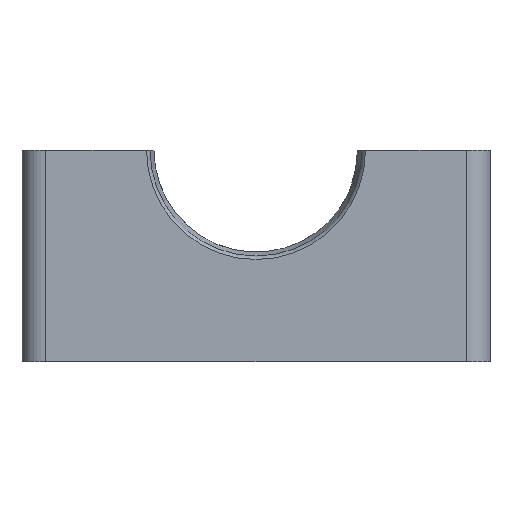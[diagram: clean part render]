
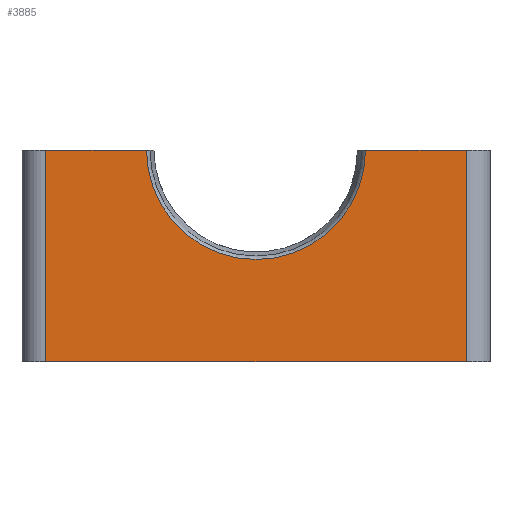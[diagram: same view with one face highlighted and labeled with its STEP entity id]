
A CAD part, front view. The second image highlights one B-rep face of the part: STEP entity #3885.
In plain terms, the highlighted planar face has unit normal (0, -1, 0).
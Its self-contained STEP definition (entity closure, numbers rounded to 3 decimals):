
#206=PLANE('',#4084);
#370=FACE_OUTER_BOUND('',#589,.T.);
#589=EDGE_LOOP('',(#3336,#3337,#3338,#3339,#3340,#3341));
#899=LINE('',#7611,#1191);
#901=LINE('',#7617,#1193);
#902=LINE('',#7621,#1194);
#903=LINE('',#7623,#1195);
#904=LINE('',#7624,#1196);
#1191=VECTOR('',#4670,10.);
#1193=VECTOR('',#4676,10.);
#1194=VECTOR('',#4679,10.);
#1195=VECTOR('',#4680,10.);
#1196=VECTOR('',#4681,10.);
#1473=CIRCLE('',#4085,9.296);
#1831=VERTEX_POINT('',#7608);
#1832=VERTEX_POINT('',#7610);
#1834=VERTEX_POINT('',#7616);
#1835=VERTEX_POINT('',#7618);
#1836=VERTEX_POINT('',#7620);
#1837=VERTEX_POINT('',#7622);
#2358=EDGE_CURVE('',#1831,#1832,#899,.T.);
#2361=EDGE_CURVE('',#1834,#1831,#901,.T.);
#2362=EDGE_CURVE('',#1834,#1835,#1473,.T.);
#2363=EDGE_CURVE('',#1836,#1835,#902,.T.);
#2364=EDGE_CURVE('',#1837,#1836,#903,.T.);
#2365=EDGE_CURVE('',#1832,#1837,#904,.T.);
#3336=ORIENTED_EDGE('',*,*,#2358,.F.);
#3337=ORIENTED_EDGE('',*,*,#2361,.F.);
#3338=ORIENTED_EDGE('',*,*,#2362,.T.);
#3339=ORIENTED_EDGE('',*,*,#2363,.F.);
#3340=ORIENTED_EDGE('',*,*,#2364,.F.);
#3341=ORIENTED_EDGE('',*,*,#2365,.F.);
#3885=ADVANCED_FACE('',(#370),#206,.T.);
#4084=AXIS2_PLACEMENT_3D('',#7615,#4674,#4675);
#4085=AXIS2_PLACEMENT_3D('',#7619,#4677,#4678);
#4670=DIRECTION('',(0.,0.,-1.));
#4674=DIRECTION('center_axis',(0.,-1.,0.));
#4675=DIRECTION('ref_axis',(1.,0.,0.));
#4676=DIRECTION('',(1.,0.,0.));
#4677=DIRECTION('center_axis',(0.,1.,0.));
#4678=DIRECTION('ref_axis',(0.,0.,-1.));
#4679=DIRECTION('',(1.,0.,0.));
#4680=DIRECTION('',(0.,0.,1.));
#4681=DIRECTION('',(-1.,0.,0.));
#7608=CARTESIAN_POINT('',(17.87,-12.95,18.));
#7610=CARTESIAN_POINT('',(17.87,-12.95,0.));
#7611=CARTESIAN_POINT('',(17.87,-12.95,0.));
#7615=CARTESIAN_POINT('Origin',(-19.87,-12.95,0.));
#7616=CARTESIAN_POINT('',(9.296,-12.95,18.));
#7617=CARTESIAN_POINT('',(-19.87,-12.95,18.));
#7618=CARTESIAN_POINT('',(-9.296,-12.95,18.));
#7619=CARTESIAN_POINT('Origin',(0.,-12.95,18.));
#7620=CARTESIAN_POINT('',(-17.87,-12.95,18.));
#7621=CARTESIAN_POINT('',(-19.87,-12.95,18.));
#7622=CARTESIAN_POINT('',(-17.87,-12.95,0.));
#7623=CARTESIAN_POINT('',(-17.87,-12.95,0.));
#7624=CARTESIAN_POINT('',(-9.935,-12.95,0.));
